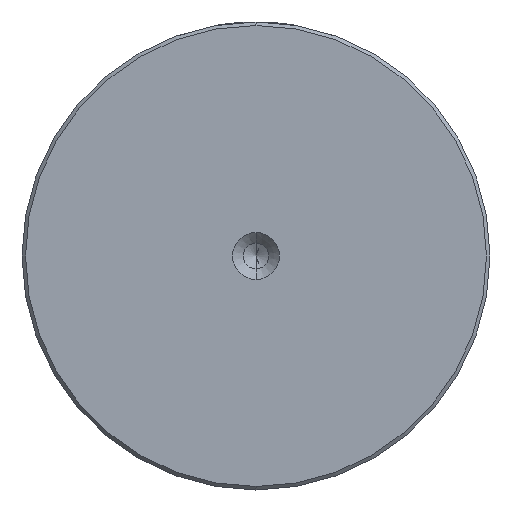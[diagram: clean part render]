
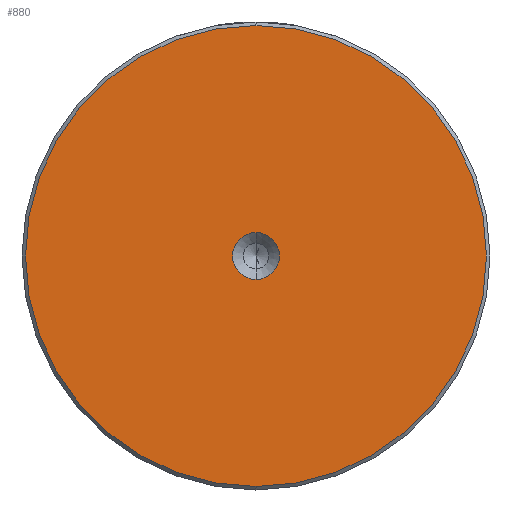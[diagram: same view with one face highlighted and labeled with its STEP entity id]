
A CAD part, left-side view. The second image highlights one B-rep face of the part: STEP entity #880.
In plain terms, the highlighted planar face has unit normal (-1, 0, 0).
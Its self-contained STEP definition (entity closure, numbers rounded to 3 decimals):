
#56 = CARTESIAN_POINT ( 'NONE',  ( 0., 0., 3.3 ) ) ;
#58 = VERTEX_POINT ( 'NONE', #56 ) ;
#150 = CARTESIAN_POINT ( 'NONE',  ( 0., 0., -32.5 ) ) ;
#207 = DIRECTION ( 'NONE',  ( 0., 0., 1. ) ) ;
#217 = EDGE_CURVE ( 'NONE', #1501, #58, #1292, .T. ) ;
#342 = ORIENTED_EDGE ( 'NONE', *, *, #217, .F. ) ;
#421 = VERTEX_POINT ( 'NONE', #2264 ) ;
#425 = DIRECTION ( 'NONE',  ( 0., 0., 1. ) ) ;
#434 = DIRECTION ( 'NONE',  ( -1., 0., 0. ) ) ;
#556 = ORIENTED_EDGE ( 'NONE', *, *, #584, .T. ) ;
#584 = EDGE_CURVE ( 'NONE', #2472, #421, #1649, .T. ) ;
#671 = DIRECTION ( 'NONE',  ( 0., 0., 1. ) ) ;
#676 = DIRECTION ( 'NONE',  ( -1., 0., 0. ) ) ;
#681 = CARTESIAN_POINT ( 'NONE',  ( 0., 0., 0. ) ) ;
#709 = DIRECTION ( 'NONE',  ( -1., 0., 0. ) ) ;
#778 = AXIS2_PLACEMENT_3D ( 'NONE', #829, #434, #425 ) ;
#815 = PLANE ( 'NONE',  #778 ) ;
#829 = CARTESIAN_POINT ( 'NONE',  ( 0., 0., 0. ) ) ;
#862 = AXIS2_PLACEMENT_3D ( 'NONE', #1852, #709, #2052 ) ;
#865 = CIRCLE ( 'NONE', #862, 3.3 ) ;
#880 = ADVANCED_FACE ( 'NONE', ( #2136, #2248 ), #815, .T. ) ;
#961 = EDGE_CURVE ( 'NONE', #421, #2472, #1038, .T. ) ;
#972 = ORIENTED_EDGE ( 'NONE', *, *, #961, .T. ) ;
#990 = AXIS2_PLACEMENT_3D ( 'NONE', #681, #676, #671 ) ;
#993 = CARTESIAN_POINT ( 'NONE',  ( 0., 0., -3.3 ) ) ;
#1038 = CIRCLE ( 'NONE', #1276, 32.5 ) ;
#1057 = EDGE_LOOP ( 'NONE', ( #2360, #342 ) ) ;
#1276 = AXIS2_PLACEMENT_3D ( 'NONE', #1399, #2190, #207 ) ;
#1292 = CIRCLE ( 'NONE', #1769, 3.3 ) ;
#1399 = CARTESIAN_POINT ( 'NONE',  ( 0., 0., 0. ) ) ;
#1501 = VERTEX_POINT ( 'NONE', #993 ) ;
#1513 = DIRECTION ( 'NONE',  ( 0., 0., 1. ) ) ;
#1523 = DIRECTION ( 'NONE',  ( -1., 0., 0. ) ) ;
#1534 = CARTESIAN_POINT ( 'NONE',  ( 0., 0., 0. ) ) ;
#1602 = EDGE_CURVE ( 'NONE', #58, #1501, #865, .T. ) ;
#1649 = CIRCLE ( 'NONE', #990, 32.5 ) ;
#1769 = AXIS2_PLACEMENT_3D ( 'NONE', #1534, #1523, #1513 ) ;
#1852 = CARTESIAN_POINT ( 'NONE',  ( 0., 0., 0. ) ) ;
#1907 = EDGE_LOOP ( 'NONE', ( #556, #972 ) ) ;
#2052 = DIRECTION ( 'NONE',  ( 0., 0., 1. ) ) ;
#2136 = FACE_OUTER_BOUND ( 'NONE', #1907, .T. ) ;
#2190 = DIRECTION ( 'NONE',  ( -1., 0., 0. ) ) ;
#2248 = FACE_BOUND ( 'NONE', #1057, .T. ) ;
#2264 = CARTESIAN_POINT ( 'NONE',  ( 0., 0., 32.5 ) ) ;
#2360 = ORIENTED_EDGE ( 'NONE', *, *, #1602, .F. ) ;
#2472 = VERTEX_POINT ( 'NONE', #150 ) ;
